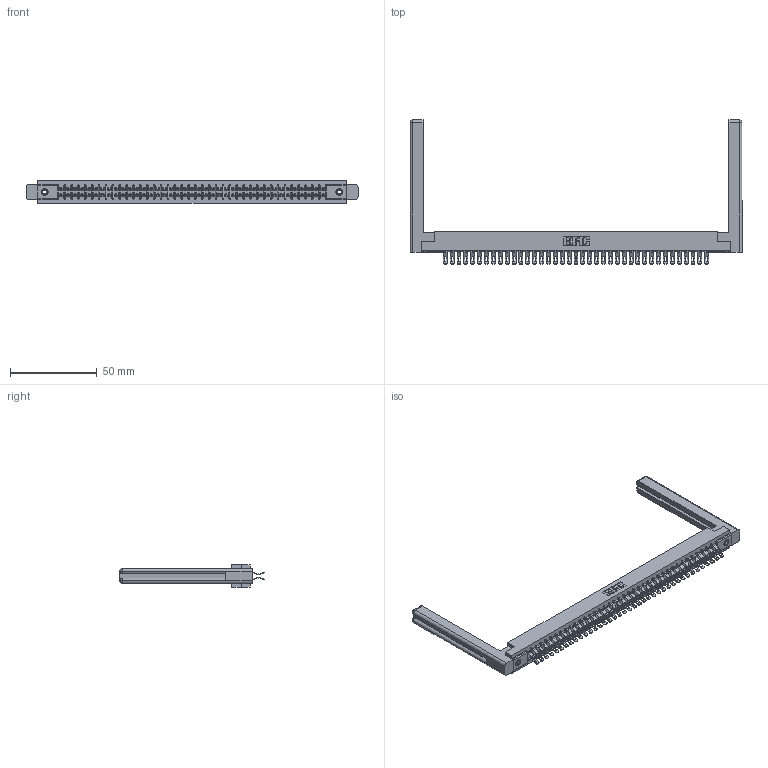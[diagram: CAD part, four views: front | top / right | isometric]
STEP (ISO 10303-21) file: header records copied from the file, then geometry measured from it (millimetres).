
FILE_DESCRIPTION (( 'STEP AP203' ), '1' );
FILE_NAME ('307-078-555-258.STEP', '2019-09-06T23:04:51', ( '' ), ( '' ), 'SwSTEP 2.0', 'SolidWorks 2016', '' );
FILE_SCHEMA (( 'CONFIG_CONTROL_DESIGN' ));
Length unit declared in the file: inch
Products named in the file (5): 345-250-001_345-250-001-102; 307 Part_.156 Dia Mounting Holes; 307-290-001_555; 307-078-555-258; 307-220-058
Assembly tree (83 placements, depth 2):
  307-078-555-258
    307 Part_.156 Dia Mounting Holes
    307-290-001_555  x78
    307-220-058  x2
    345-250-001_345-250-001-102  x2
Bounding box: 191.16 x 83.06 x 12.7 mm (x, y, z)
Volume: 27668.2 mm3; surface area: 31253.2 mm2
Topology: 83 solids, 83 shells, 5058 faces, 14795 edges, 9638 vertices
Faces by surface type: plane 2806, cylinder 2148, sphere 80, torus 12, cone 12
Entity records: 38222 total; most frequent: CARTESIAN_POINT 6278, ORIENTED_EDGE 6166, DIRECTION 6115, EDGE_CURVE 3083, LINE 2349, VECTOR 2349, VERTEX_POINT 1992, AXIS2_PLACEMENT_3D 1883
